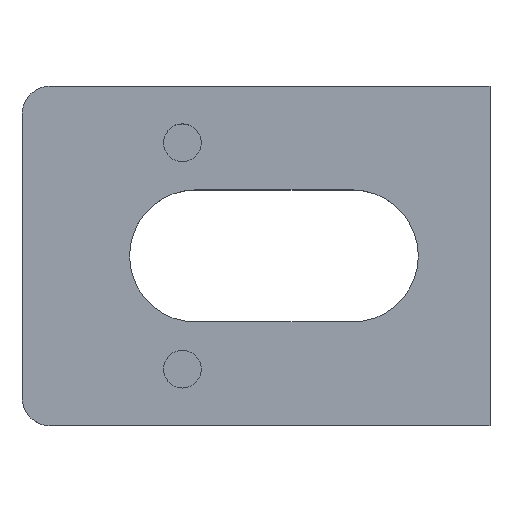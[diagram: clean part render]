
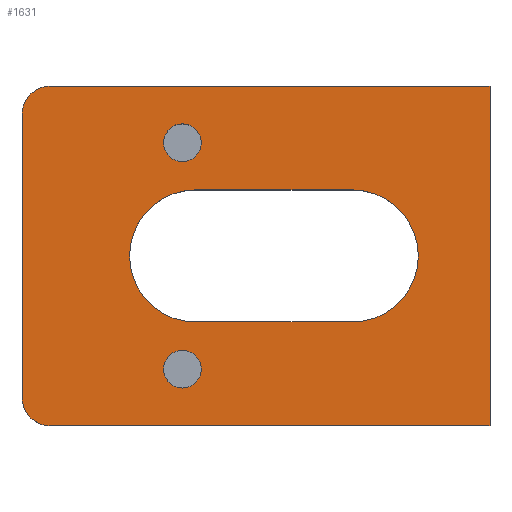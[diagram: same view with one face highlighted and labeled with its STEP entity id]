
A CAD part, top view. The second image highlights one B-rep face of the part: STEP entity #1631.
In plain terms, the highlighted planar face has unit normal (0, 0, 1).
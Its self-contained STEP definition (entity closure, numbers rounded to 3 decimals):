
#575=DIRECTION('',(1.,0.,0.));
#576=VECTOR('',#575,23.3);
#577=CARTESIAN_POINT('',(-10.9,9.,3.));
#578=LINE('',#577,#576);
#582=DIRECTION('',(0.,-1.,0.));
#583=VECTOR('',#582,18.);
#584=CARTESIAN_POINT('',(12.4,9.,3.));
#585=LINE('',#584,#583);
#610=DIRECTION('',(-1.,0.,0.));
#611=VECTOR('',#610,23.3);
#612=CARTESIAN_POINT('',(12.4,-9.,3.));
#613=LINE('',#612,#611);
#710=CARTESIAN_POINT('',(-10.9,-7.5,3.));
#711=DIRECTION('',(0.,0.,1.));
#712=DIRECTION('',(-1.,0.,0.));
#713=AXIS2_PLACEMENT_3D('',#710,#711,#712);
#718=CARTESIAN_POINT('',(-10.9,7.5,3.));
#719=DIRECTION('',(0.,0.,1.));
#720=DIRECTION('',(0.,1.,0.));
#721=AXIS2_PLACEMENT_3D('',#718,#719,#720);
#726=CARTESIAN_POINT('',(-3.9,-6.,3.));
#727=DIRECTION('',(0.,0.,-1.));
#728=DIRECTION('',(-1.,0.,0.));
#729=AXIS2_PLACEMENT_3D('',#726,#727,#728);
#734=CARTESIAN_POINT('',(-3.9,-6.,3.));
#735=DIRECTION('',(0.,0.,-1.));
#736=DIRECTION('',(1.,0.,0.));
#737=AXIS2_PLACEMENT_3D('',#734,#735,#736);
#742=CARTESIAN_POINT('',(-3.9,6.,3.));
#743=DIRECTION('',(0.,0.,-1.));
#744=DIRECTION('',(-1.,0.,0.));
#745=AXIS2_PLACEMENT_3D('',#742,#743,#744);
#750=CARTESIAN_POINT('',(-3.9,6.,3.));
#751=DIRECTION('',(0.,0.,-1.));
#752=DIRECTION('',(1.,0.,0.));
#753=AXIS2_PLACEMENT_3D('',#750,#751,#752);
#758=CARTESIAN_POINT('',(-3.2,0.,3.));
#759=DIRECTION('',(0.,0.,-1.));
#760=DIRECTION('',(-1.,0.,0.));
#761=AXIS2_PLACEMENT_3D('',#758,#759,#760);
#766=CARTESIAN_POINT('',(-3.2,0.,3.));
#767=DIRECTION('',(0.,0.,-1.));
#768=DIRECTION('',(0.,-1.,0.));
#769=AXIS2_PLACEMENT_3D('',#766,#767,#768);
#774=DIRECTION('',(-1.,0.,0.));
#775=VECTOR('',#774,8.3);
#776=CARTESIAN_POINT('',(5.1,-3.5,3.));
#777=LINE('',#776,#775);
#781=CARTESIAN_POINT('',(5.1,0.,3.));
#782=DIRECTION('',(0.,0.,-1.));
#783=DIRECTION('',(0.,1.,0.));
#784=AXIS2_PLACEMENT_3D('',#781,#782,#783);
#789=DIRECTION('',(1.,0.,0.));
#790=VECTOR('',#789,8.3);
#791=CARTESIAN_POINT('',(-3.2,3.5,3.));
#792=LINE('',#791,#790);
#796=DIRECTION('',(0.,1.,0.));
#797=VECTOR('',#796,15.);
#798=CARTESIAN_POINT('',(-12.4,-7.5,3.));
#799=LINE('',#798,#797);
#1074=CARTESIAN_POINT('',(-10.9,9.,3.));
#1075=CARTESIAN_POINT('',(12.4,9.,3.));
#1076=VERTEX_POINT('',#1074);
#1077=VERTEX_POINT('',#1075);
#1078=CARTESIAN_POINT('',(-12.4,-7.5,3.));
#1079=CARTESIAN_POINT('',(-12.4,7.5,3.));
#1080=VERTEX_POINT('',#1078);
#1081=VERTEX_POINT('',#1079);
#1082=CARTESIAN_POINT('',(-3.2,3.5,3.));
#1083=CARTESIAN_POINT('',(5.1,3.5,3.));
#1084=VERTEX_POINT('',#1082);
#1085=VERTEX_POINT('',#1083);
#1106=CARTESIAN_POINT('',(5.1,-3.5,3.));
#1107=CARTESIAN_POINT('',(-3.2,-3.5,3.));
#1108=VERTEX_POINT('',#1106);
#1109=VERTEX_POINT('',#1107);
#1117=CARTESIAN_POINT('',(12.4,-9.,3.));
#1119=VERTEX_POINT('',#1117);
#1156=CARTESIAN_POINT('',(-4.9,6.,3.));
#1157=CARTESIAN_POINT('',(-2.9,6.,3.));
#1158=VERTEX_POINT('',#1156);
#1159=VERTEX_POINT('',#1157);
#1164=CARTESIAN_POINT('',(-10.9,-9.,3.));
#1165=VERTEX_POINT('',#1164);
#1168=CARTESIAN_POINT('',(-6.7,0.,3.));
#1169=VERTEX_POINT('',#1168);
#1196=CARTESIAN_POINT('',(-4.9,-6.,3.));
#1197=CARTESIAN_POINT('',(-2.9,-6.,3.));
#1198=VERTEX_POINT('',#1196);
#1199=VERTEX_POINT('',#1197);
#1593=CARTESIAN_POINT('',(12.4,-9.,3.));
#1594=DIRECTION('',(0.,0.,-1.));
#1595=DIRECTION('',(-1.,0.,0.));
#1596=AXIS2_PLACEMENT_3D('',#1593,#1594,#1595);
#1597=PLANE('',#1596);
#1598=ORIENTED_EDGE('',*,*,#1382,.T.);
#1599=ORIENTED_EDGE('',*,*,#1406,.T.);
#1600=ORIENTED_EDGE('',*,*,#1431,.T.);
#1601=ORIENTED_EDGE('',*,*,#1577,.F.);
#1603=ORIENTED_EDGE('',*,*,#1602,.T.);
#1605=ORIENTED_EDGE('',*,*,#1604,.F.);
#1606=EDGE_LOOP('',(#1598,#1599,#1600,#1601,#1603,#1605));
#1607=FACE_OUTER_BOUND('',#1606,.F.);
#1609=ORIENTED_EDGE('',*,*,#1608,.F.);
#1611=ORIENTED_EDGE('',*,*,#1610,.F.);
#1612=EDGE_LOOP('',(#1609,#1611));
#1613=FACE_BOUND('',#1612,.F.);
#1615=ORIENTED_EDGE('',*,*,#1614,.F.);
#1617=ORIENTED_EDGE('',*,*,#1616,.F.);
#1618=EDGE_LOOP('',(#1615,#1617));
#1619=FACE_BOUND('',#1618,.F.);
#1621=ORIENTED_EDGE('',*,*,#1620,.F.);
#1623=ORIENTED_EDGE('',*,*,#1622,.F.);
#1625=ORIENTED_EDGE('',*,*,#1624,.F.);
#1627=ORIENTED_EDGE('',*,*,#1626,.F.);
#1628=ORIENTED_EDGE('',*,*,#1215,.F.);
#1629=EDGE_LOOP('',(#1621,#1623,#1625,#1627,#1628));
#1630=FACE_BOUND('',#1629,.F.);
#714=CIRCLE('',#713,1.5);
#722=CIRCLE('',#721,1.5);
#730=CIRCLE('',#729,1.);
#738=CIRCLE('',#737,1.);
#746=CIRCLE('',#745,1.);
#754=CIRCLE('',#753,1.);
#762=CIRCLE('',#761,3.5);
#770=CIRCLE('',#769,3.5);
#785=CIRCLE('',#784,3.5);
#1215=EDGE_CURVE('',#1084,#1085,#792,.T.);
#1382=EDGE_CURVE('',#1076,#1077,#578,.T.);
#1406=EDGE_CURVE('',#1077,#1119,#585,.T.);
#1431=EDGE_CURVE('',#1119,#1165,#613,.T.);
#1577=EDGE_CURVE('',#1080,#1165,#714,.T.);
#1602=EDGE_CURVE('',#1080,#1081,#799,.T.);
#1604=EDGE_CURVE('',#1076,#1081,#722,.T.);
#1608=EDGE_CURVE('',#1198,#1199,#730,.T.);
#1610=EDGE_CURVE('',#1199,#1198,#738,.T.);
#1614=EDGE_CURVE('',#1158,#1159,#746,.T.);
#1616=EDGE_CURVE('',#1159,#1158,#754,.T.);
#1620=EDGE_CURVE('',#1169,#1084,#762,.T.);
#1622=EDGE_CURVE('',#1109,#1169,#770,.T.);
#1624=EDGE_CURVE('',#1108,#1109,#777,.T.);
#1626=EDGE_CURVE('',#1085,#1108,#785,.T.);
#1631=ADVANCED_FACE('',(#1607,#1613,#1619,#1630),#1597,.F.);
